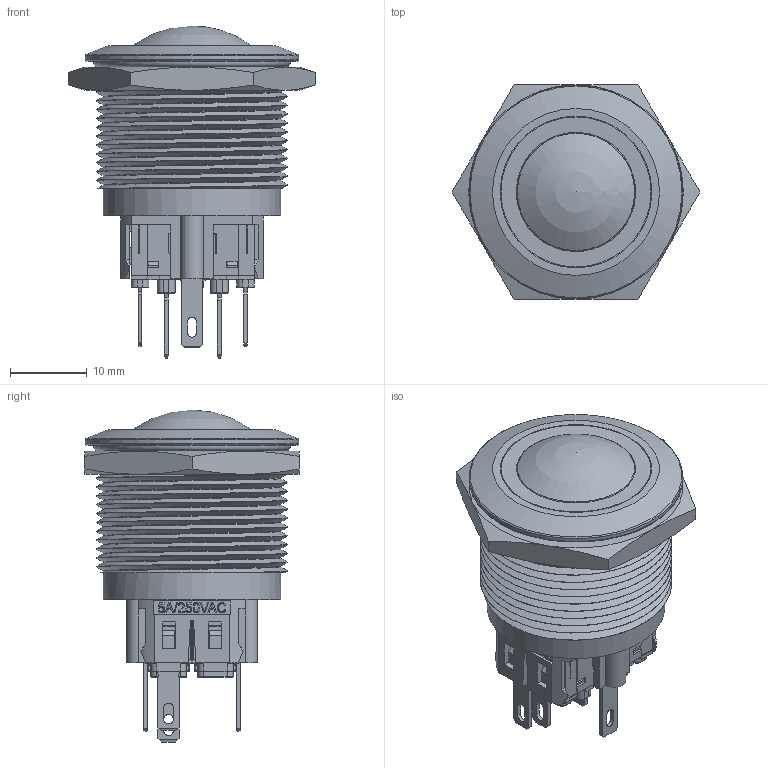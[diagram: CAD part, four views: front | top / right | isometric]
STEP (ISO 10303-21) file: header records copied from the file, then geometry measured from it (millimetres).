
FILE_DESCRIPTION(/* description */ (''),/* implementation_level */ '2;1');
FILE_NAME(/* name */ 'J25-2A1.stp',/* time_stamp */ '2019-07-30T13:41:23+08:00',/* author */ (''),/* organization */ (''),/* preprocessor_version */ 'ST-DEVELOPER v11',/* originating_system */ 'SIEMENS UGS NX 6.0',/* authorisation */ '');
FILE_SCHEMA (('CONFIG_CONTROL_DESIGN'));
Length unit declared in the file: millimetre
Products named in the file (1): J25-2A1
Bounding box: 32.22 x 27.9 x 43.15 mm (x, y, z)
Volume: 8294.2 mm3; surface area: 15347 mm2
Topology: 16 solids, 16 shells, 2503 faces, 6790 edges, 4378 vertices
Faces by surface type: plane 1987, cylinder 331, torus 73, cone 52, extrusion 36, bspline 17, sphere 7
Full cylindrical faces by diameter (mm): 1 x8, 1.1 x2, 4.3 x2, 8.7 x1, 9.4 x1, 9.5 x1, 10.9 x1, 13 x1, 14 x1, 14.7 x1, 15.4 x1, 15.5 x1, 15.8 x2, 16 x1, 19.2 x1, 19.5 x1, 19.7 x1, 20.5 x1, 22.2 x1, 22.3 x1, 23.1 x15, 27.8 x1
Entity records: 81390 total; most frequent: CARTESIAN_POINT 19035, ORIENTED_EDGE 13314, DIRECTION 12060, EDGE_CURVE 6657, VECTOR 5572, LINE 5536, VERTEX_POINT 4325, AXIS2_PLACEMENT_3D 3244
